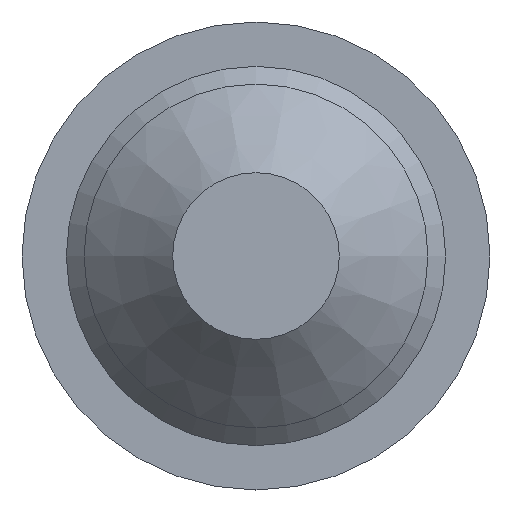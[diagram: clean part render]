
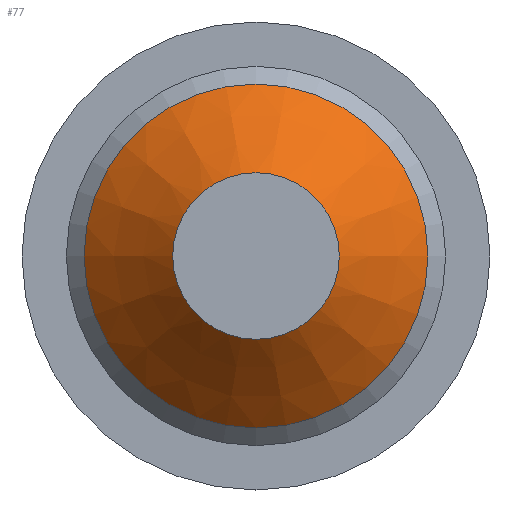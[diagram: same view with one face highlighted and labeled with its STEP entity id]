
A CAD part, front view. The second image highlights one B-rep face of the part: STEP entity #77.
In plain terms, the highlighted conical face has half-angle 45 degrees and reference radius 0.235 mm.
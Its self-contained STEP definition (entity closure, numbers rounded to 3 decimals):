
#50=CONICAL_SURFACE('',#183,0.235,45.);
#52=FACE_BOUND('',#95,.T.);
#53=FACE_BOUND('',#96,.T.);
#77=ADVANCED_FACE('',(#52,#53),#50,.T.);
#95=EDGE_LOOP('',(#119));
#96=EDGE_LOOP('',(#120));
#119=ORIENTED_EDGE('',*,*,#156,.T.);
#120=ORIENTED_EDGE('',*,*,#155,.F.);
#142=VERTEX_POINT('',#256);
#143=VERTEX_POINT('',#259);
#155=EDGE_CURVE('',#142,#142,#167,.T.);
#156=EDGE_CURVE('',#143,#143,#168,.T.);
#167=CIRCLE('',#180,0.235);
#168=CIRCLE('',#182,0.485);
#180=AXIS2_PLACEMENT_3D('',#255,#206,#207);
#182=AXIS2_PLACEMENT_3D('',#258,#210,#211);
#183=AXIS2_PLACEMENT_3D('',#260,#212,#213);
#206=DIRECTION('',(0.,-1.,0.));
#207=DIRECTION('',(1.,0.,0.));
#210=DIRECTION('',(0.,-1.,0.));
#211=DIRECTION('',(1.,0.,0.));
#212=DIRECTION('',(0.,1.,0.));
#213=DIRECTION('',(1.,0.,0.));
#255=CARTESIAN_POINT('',(0.,-10.25,0.));
#256=CARTESIAN_POINT('',(0.235,-10.25,0.));
#258=CARTESIAN_POINT('',(0.,-10.,0.));
#259=CARTESIAN_POINT('',(0.485,-10.,0.));
#260=CARTESIAN_POINT('',(0.,-10.25,0.));
